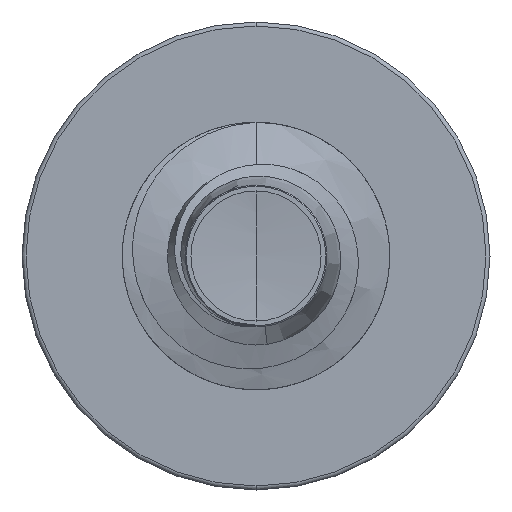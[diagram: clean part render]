
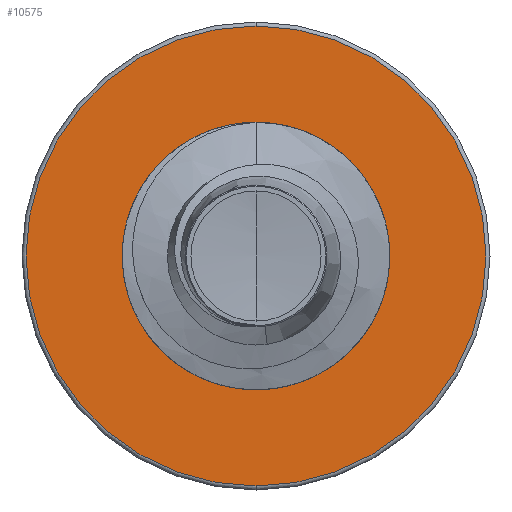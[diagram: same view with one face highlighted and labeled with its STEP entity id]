
A CAD part, front view. The second image highlights one B-rep face of the part: STEP entity #10575.
In plain terms, the highlighted planar face has unit normal (0, -1, 0).
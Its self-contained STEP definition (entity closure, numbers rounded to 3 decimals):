
#471 = VERTEX_POINT ( 'NONE', #1566 ) ;
#594 = DIRECTION ( 'NONE',  ( 0., 0., 1. ) ) ;
#600 = DIRECTION ( 'NONE',  ( 0., 1., 0. ) ) ;
#602 = AXIS2_PLACEMENT_3D ( 'NONE', #15571, #7423, #16760 ) ;
#720 = CARTESIAN_POINT ( 'NONE',  ( 0., 27.5, -3.694 ) ) ;
#753 = PLANE ( 'NONE',  #8523 ) ;
#1191 = DIRECTION ( 'NONE',  ( 0., 0., 1. ) ) ;
#1321 = AXIS2_PLACEMENT_3D ( 'NONE', #15115, #6791, #16288 ) ;
#1355 = AXIS2_PLACEMENT_3D ( 'NONE', #6654, #16190, #8279 ) ;
#1566 = CARTESIAN_POINT ( 'NONE',  ( 0., 27.5, 6.88 ) ) ;
#2237 = AXIS2_PLACEMENT_3D ( 'NONE', #18352, #11112, #1191 ) ;
#4417 = CARTESIAN_POINT ( 'NONE',  ( 0., 27.5, -3.694 ) ) ;
#6654 = CARTESIAN_POINT ( 'NONE',  ( 0., 27.5, 0. ) ) ;
#6791 = DIRECTION ( 'NONE',  ( 0., 1., 0. ) ) ;
#7319 = CARTESIAN_POINT ( 'NONE',  ( 0., 27.5, -6.88 ) ) ;
#7423 = DIRECTION ( 'NONE',  ( 0., 1., 0. ) ) ;
#7445 = VERTEX_POINT ( 'NONE', #7319 ) ;
#7734 = CIRCLE ( 'NONE', #1355, 6.88 ) ;
#7758 = ORIENTED_EDGE ( 'NONE', *, *, #17385, .F. ) ;
#7982 = ORIENTED_EDGE ( 'NONE', *, *, #15890, .F. ) ;
#8162 = ORIENTED_EDGE ( 'NONE', *, *, #18062, .T. ) ;
#8279 = DIRECTION ( 'NONE',  ( 0., 0., 1. ) ) ;
#8486 = FACE_OUTER_BOUND ( 'NONE', #16615, .T. ) ;
#8523 = AXIS2_PLACEMENT_3D ( 'NONE', #720, #600, #594 ) ;
#8762 = ORIENTED_EDGE ( 'NONE', *, *, #17455, .T. ) ;
#9027 = VERTEX_POINT ( 'NONE', #4417 ) ;
#10575 = ADVANCED_FACE ( 'NONE', ( #8486, #13569 ), #753, .F. ) ;
#11112 = DIRECTION ( 'NONE',  ( 0., 1., 0. ) ) ;
#11968 = CIRCLE ( 'NONE', #602, 3.694 ) ;
#13569 = FACE_BOUND ( 'NONE', #15006, .T. ) ;
#14274 = CIRCLE ( 'NONE', #1321, 3.694 ) ;
#14395 = CARTESIAN_POINT ( 'NONE',  ( 0., 27.5, 3.694 ) ) ;
#15006 = EDGE_LOOP ( 'NONE', ( #8162, #8762 ) ) ;
#15115 = CARTESIAN_POINT ( 'NONE',  ( 0., 27.5, 0. ) ) ;
#15571 = CARTESIAN_POINT ( 'NONE',  ( 0., 27.5, 0. ) ) ;
#15890 = EDGE_CURVE ( 'NONE', #7445, #471, #15938, .T. ) ;
#15938 = CIRCLE ( 'NONE', #2237, 6.88 ) ;
#16190 = DIRECTION ( 'NONE',  ( 0., 1., 0. ) ) ;
#16288 = DIRECTION ( 'NONE',  ( 0., 0., 1. ) ) ;
#16615 = EDGE_LOOP ( 'NONE', ( #7758, #7982 ) ) ;
#16760 = DIRECTION ( 'NONE',  ( 0., 0., 1. ) ) ;
#17385 = EDGE_CURVE ( 'NONE', #471, #7445, #7734, .T. ) ;
#17455 = EDGE_CURVE ( 'NONE', #9027, #18070, #14274, .T. ) ;
#18062 = EDGE_CURVE ( 'NONE', #18070, #9027, #11968, .T. ) ;
#18070 = VERTEX_POINT ( 'NONE', #14395 ) ;
#18352 = CARTESIAN_POINT ( 'NONE',  ( 0., 27.5, 0. ) ) ;
